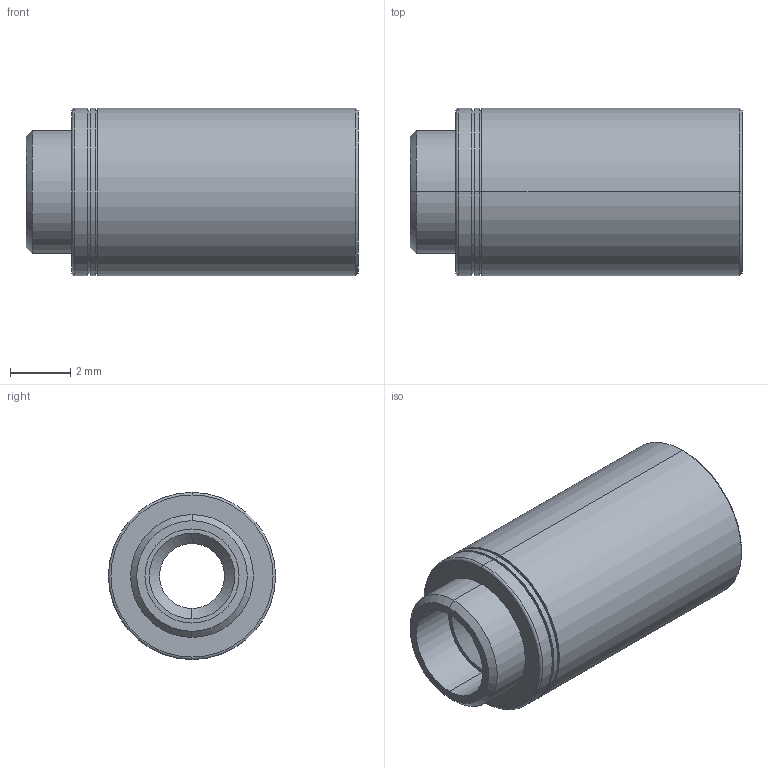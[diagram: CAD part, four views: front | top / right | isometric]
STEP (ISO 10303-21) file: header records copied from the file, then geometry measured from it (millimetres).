
FILE_DESCRIPTION(('starvars output'),'2;1');
FILE_NAME('cv20210623142109000015563.stp','14:21:09 2021/06/23',( 'Thomas Industrial Network Germany GmbH'),( 'Thomas Industrial Network Germany GmbH'),'unknown preprocess','ACIS' ,'unknown authorization');
FILE_SCHEMA(('AUTOMOTIVE_DESIGN_CC2 {UNKNOWN IMPLEMENTATION LEVEL}'));
Length unit declared in the file: millimetre
Products named in the file (1): PRODUCT_ID_1
Bounding box: 11.05 x 5.56 x 5.56 mm (x, y, z)
Volume: 203.6 mm3; surface area: 306.5 mm2
Topology: 1 solids, 1 shells, 34 faces, 68 edges, 42 vertices
Faces by surface type: cylinder 16, plane 8, cone 8, torus 2
Entity records: 1090 total; most frequent: ORIENTED_EDGE 136, DIRECTION 114, CARTESIAN_POINT 111, EDGE_CURVE 68, AXIS2_PLACEMENT_3D 45, VERTEX_POINT 42, EDGE_LOOP 42, FACE_BOUND 42
